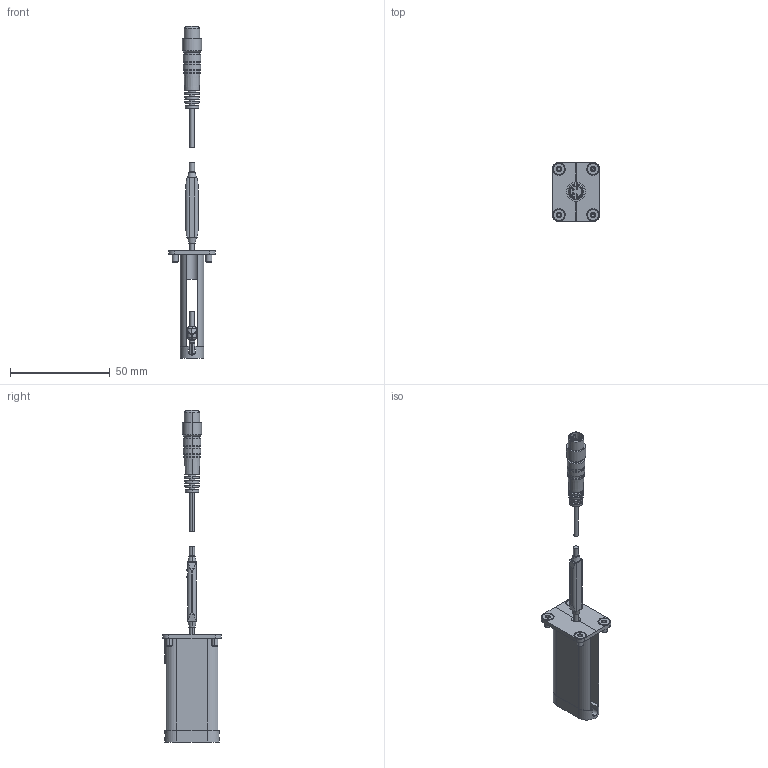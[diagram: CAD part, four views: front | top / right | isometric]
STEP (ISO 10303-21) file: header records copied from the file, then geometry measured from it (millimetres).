
FILE_DESCRIPTION(('HOOPS Exchange Step'),'2;1');
FILE_NAME('export-D5D95D7B-22ED-4109-846A-73C23A1BA2FE.stp','2021-07-19T16:55:57+02:00',('Engineering'),('Alibre'),'HOOPS Exchange 2020.1','Alibre','Unknown authorisation');
FILE_SCHEMA( ('AP242_MANAGED_MODEL_BASED_3D_ENGINEERING_MIM_LF {1 0 10303 442 1 1 4 }') );
Length unit declared in the file: millimetre
Products named in the file (6): 5656-5_ZUB088922_dummy; 5656-1_ZUB088922_Abfragestet; 5656-4_MFS01-S-KHC-P2-PNP_Sensor; 5656-2_MFS01-S-KHC-P2-PNP_Anzeige; 5656-3_MFS01-S-KHC-P2-PNP_Stecker; 5656 ZUB088922 2-point sensor for Toolchanger,Ø200mm,WWR160 (Fixed(Robot)-side)
Assembly tree (5 placements, depth 2):
  5656 ZUB088922 2-point sensor for Toolchanger,Ø200mm,WWR160 (Fixed(Robot)-side)
    5656-5_ZUB088922_dummy
    5656-1_ZUB088922_Abfragestet
    5656-4_MFS01-S-KHC-P2-PNP_Sensor
    5656-2_MFS01-S-KHC-P2-PNP_Anzeige
    5656-3_MFS01-S-KHC-P2-PNP_Stecker
Bounding box: 23.5 x 29.5 x 166.7 mm (x, y, z)
Volume: 3274.9 mm3; surface area: 10514.1 mm2
Topology: 3 solids, 141 shells, 458 faces, 1355 edges, 1027 vertices
Faces by surface type: plane 157, cylinder 140, torus 72, cone 68, bspline 21
Entity records: 22835 total; most frequent: CARTESIAN_POINT 10145, DIRECTION 2670, ORIENTED_EDGE 2030, EDGE_CURVE 1343, AXIS2_PLACEMENT_3D 1052, VERTEX_POINT 1027, CIRCLE 588, VECTOR 566
